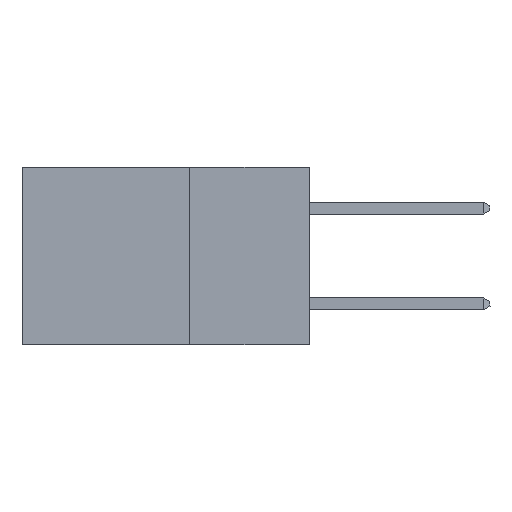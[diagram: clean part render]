
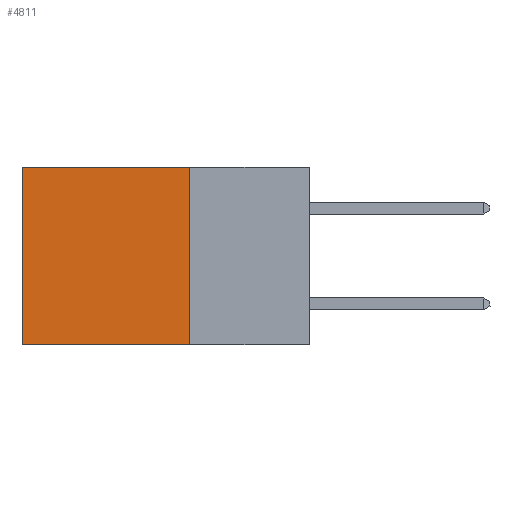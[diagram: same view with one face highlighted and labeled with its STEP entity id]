
A CAD part, left-side view. The second image highlights one B-rep face of the part: STEP entity #4811.
In plain terms, the highlighted planar face has unit normal (-1, 0, 0).
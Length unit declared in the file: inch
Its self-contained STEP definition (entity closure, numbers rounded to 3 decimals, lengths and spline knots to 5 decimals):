
#987 = ORIENTED_EDGE ( 'NONE', *, *, #6476, .F. ) ;
#1832 = LINE ( 'NONE', #5087, #5485 ) ;
#2013 = CARTESIAN_POINT ( 'NONE',  ( 0.2875, 0.6, -0.37 ) ) ;
#2972 = VERTEX_POINT ( 'NONE', #7221 ) ;
#3003 = EDGE_CURVE ( 'NONE', #9602, #15552, #4545, .T. ) ;
#4545 = LINE ( 'NONE', #17737, #11359 ) ;
#4563 = DIRECTION ( 'NONE',  ( 0., 0., -1. ) ) ;
#4596 = DIRECTION ( 'NONE',  ( 1., 0., 0. ) ) ;
#4811 = ADVANCED_FACE ( 'NONE', ( #9143 ), #4831, .F. ) ;
#4831 = PLANE ( 'NONE',  #10532 ) ;
#5087 = CARTESIAN_POINT ( 'NONE',  ( 0.2875, 0.25, 0. ) ) ;
#5485 = VECTOR ( 'NONE', #13387, 39.37008 ) ;
#5519 = VECTOR ( 'NONE', #11543, 39.37008 ) ;
#6476 = EDGE_CURVE ( 'NONE', #15608, #15552, #13933, .T. ) ;
#7073 = EDGE_LOOP ( 'NONE', ( #14864, #987, #13743, #7247 ) ) ;
#7221 = CARTESIAN_POINT ( 'NONE',  ( 0.2875, 0.25, 0. ) ) ;
#7233 = CARTESIAN_POINT ( 'NONE',  ( 0.2875, 0.6, 0. ) ) ;
#7247 = ORIENTED_EDGE ( 'NONE', *, *, #9887, .T. ) ;
#7582 = CARTESIAN_POINT ( 'NONE',  ( 0.2875, 0.25, -0.37 ) ) ;
#9046 = EDGE_CURVE ( 'NONE', #2972, #15608, #9133, .T. ) ;
#9133 = LINE ( 'NONE', #10148, #5519 ) ;
#9143 = FACE_OUTER_BOUND ( 'NONE', #7073, .T. ) ;
#9602 = VERTEX_POINT ( 'NONE', #7233 ) ;
#9887 = EDGE_CURVE ( 'NONE', #2972, #9602, #1832, .T. ) ;
#10148 = CARTESIAN_POINT ( 'NONE',  ( 0.2875, 0.25, 0. ) ) ;
#10170 = VECTOR ( 'NONE', #15037, 39.37008 ) ;
#10532 = AXIS2_PLACEMENT_3D ( 'NONE', #13579, #4596, #4563 ) ;
#11359 = VECTOR ( 'NONE', #14953, 39.37008 ) ;
#11543 = DIRECTION ( 'NONE',  ( 0., 0., -1. ) ) ;
#12132 = CARTESIAN_POINT ( 'NONE',  ( 0.2875, 0.25, -0.37 ) ) ;
#13387 = DIRECTION ( 'NONE',  ( 0., 1., 0. ) ) ;
#13579 = CARTESIAN_POINT ( 'NONE',  ( 0.2875, 0.25, 0. ) ) ;
#13743 = ORIENTED_EDGE ( 'NONE', *, *, #9046, .F. ) ;
#13933 = LINE ( 'NONE', #12132, #10170 ) ;
#14864 = ORIENTED_EDGE ( 'NONE', *, *, #3003, .T. ) ;
#14953 = DIRECTION ( 'NONE',  ( 0., 0., -1. ) ) ;
#15037 = DIRECTION ( 'NONE',  ( 0., 1., 0. ) ) ;
#15552 = VERTEX_POINT ( 'NONE', #2013 ) ;
#15608 = VERTEX_POINT ( 'NONE', #7582 ) ;
#17737 = CARTESIAN_POINT ( 'NONE',  ( 0.2875, 0.6, 0. ) ) ;
